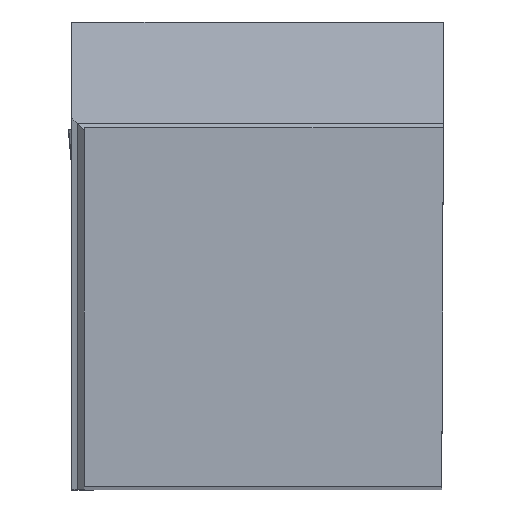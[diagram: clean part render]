
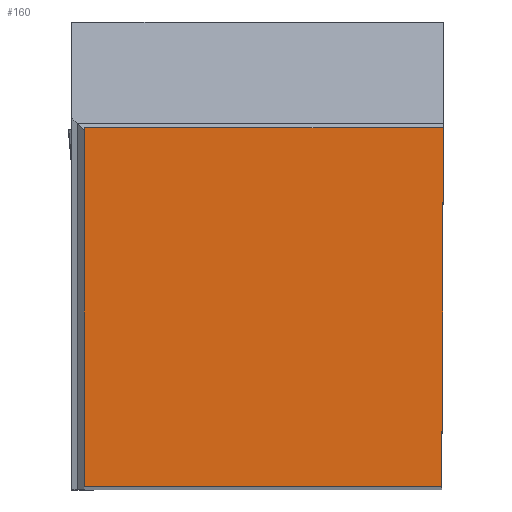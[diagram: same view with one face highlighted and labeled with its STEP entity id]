
A CAD part, top view. The second image highlights one B-rep face of the part: STEP entity #160.
In plain terms, the highlighted planar face has unit normal (0, 0, 1).
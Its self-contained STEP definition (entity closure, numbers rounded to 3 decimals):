
#160=ADVANCED_FACE('BLANK_BOXF006',(#260),#206,.F.);
#206=PLANE('',#1267);
#260=FACE_OUTER_BOUND('',#315,.T.);
#315=EDGE_LOOP('',(#567,#568,#569,#570));
#567=ORIENTED_EDGE('',*,*,#876,.F.);
#568=ORIENTED_EDGE('',*,*,#866,.F.);
#569=ORIENTED_EDGE('',*,*,#877,.F.);
#570=ORIENTED_EDGE('',*,*,#878,.F.);
#732=VERTEX_POINT('',#1972);
#733=VERTEX_POINT('',#1974);
#739=VERTEX_POINT('',#1993);
#740=VERTEX_POINT('',#1995);
#866=EDGE_CURVE('',#732,#733,#989,.T.);
#876=EDGE_CURVE('',#733,#739,#999,.T.);
#877=EDGE_CURVE('',#740,#732,#1000,.T.);
#878=EDGE_CURVE('',#739,#740,#1001,.T.);
#989=LINE('',#1973,#1116);
#999=LINE('',#1992,#1126);
#1000=LINE('',#1994,#1127);
#1001=LINE('',#1996,#1128);
#1116=VECTOR('',#1492,1.);
#1126=VECTOR('',#1508,1.);
#1127=VECTOR('',#1509,1.);
#1128=VECTOR('',#1510,1.);
#1267=AXIS2_PLACEMENT_3D('',#1997,#1511,#1512);
#1492=DIRECTION('',(-1.,0.,0.));
#1508=DIRECTION('',(0.,1.,0.));
#1509=DIRECTION('',(-0.004,-1.,0.));
#1510=DIRECTION('',(1.,0.,0.));
#1511=DIRECTION('',(0.,0.,-1.));
#1512=DIRECTION('',(0.,-1.,0.));
#1972=CARTESIAN_POINT('',(-0.109,0.,0.));
#1973=CARTESIAN_POINT('',(150.55,0.,0.));
#1974=CARTESIAN_POINT('',(-24.875,0.,0.));
#1992=CARTESIAN_POINT('',(-24.875,-150.55,0.));
#1993=CARTESIAN_POINT('',(-24.875,24.875,0.));
#1994=CARTESIAN_POINT('',(0.548,150.549,0.));
#1995=CARTESIAN_POINT('',(0.,24.875,0.));
#1996=CARTESIAN_POINT('',(-150.55,24.875,0.));
#1997=CARTESIAN_POINT('',(-25.75,-5.,0.));
